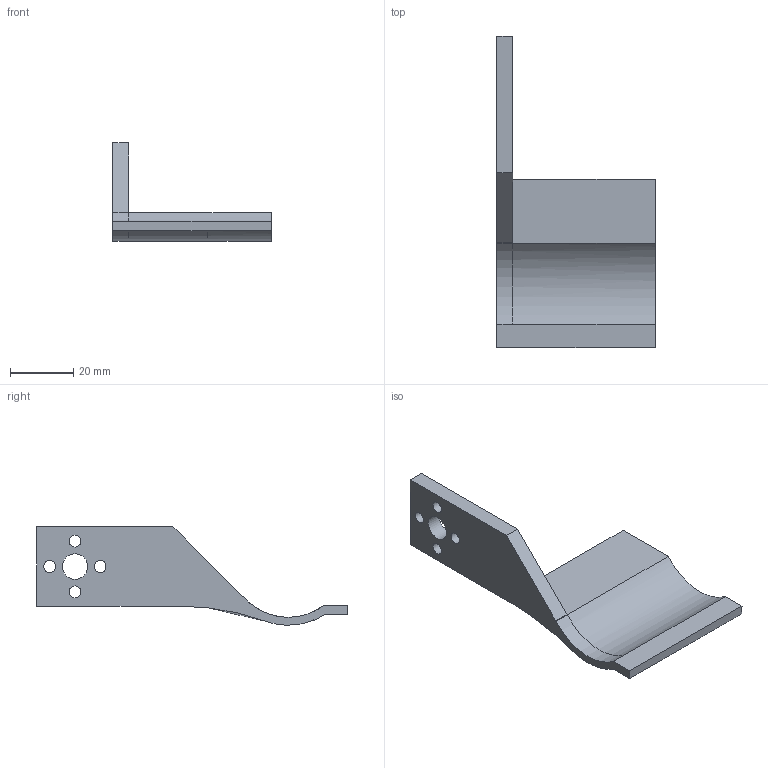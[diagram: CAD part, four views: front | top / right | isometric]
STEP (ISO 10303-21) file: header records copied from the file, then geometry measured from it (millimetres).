
FILE_DESCRIPTION(/* description */ (''),/* implementation_level */ '2;1');
FILE_NAME(/* name */ 'prindere mobila.step',/* time_stamp */ '2018-03-05T08:50:12+02:00',/* author */ (''),/* organization */ (''),/* preprocessor_version */ 'ST-DEVELOPER v16.13',/* originating_system */ 'Autodesk Translation Framework v6.5.0.72',/* authorisation */ '');
FILE_SCHEMA (('AUTOMOTIVE_DESIGN { 1 0 10303 214 3 1 1 }'));
Length unit declared in the file: millimetre
Products named in the file (1): Untitled_Component1
Bounding box: 50 x 98 x 30.98 mm (x, y, z)
Volume: 14825.9 mm3; surface area: 9572.8 mm2
Topology: 1 solids, 1 shells, 25 faces, 66 edges, 43 vertices
Faces by surface type: plane 13, bspline 7, cylinder 5
Full cylindrical faces by diameter (mm): 3.75 x3, 8 x1
Entity records: 1194 total; most frequent: CARTESIAN_POINT 560, ORIENTED_EDGE 132, DIRECTION 101, EDGE_CURVE 66, LINE 43, VECTOR 43, VERTEX_POINT 43, EDGE_LOOP 35
